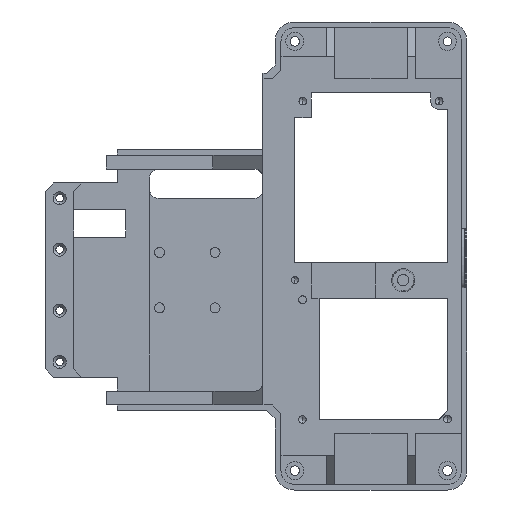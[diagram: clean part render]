
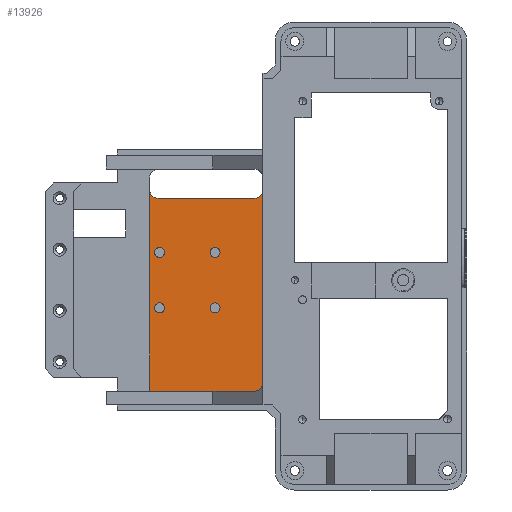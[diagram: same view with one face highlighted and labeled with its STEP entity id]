
A CAD part, front view. The second image highlights one B-rep face of the part: STEP entity #13926.
In plain terms, the highlighted face is planar.
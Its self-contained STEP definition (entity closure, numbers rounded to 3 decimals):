
#32 = AXIS2_PLACEMENT_3D ( 'NONE', #2855, #1728, #8139 ) ;
#159 = EDGE_CURVE ( 'NONE', #13220, #5056, #16005, .T. ) ;
#222 = DIRECTION ( 'NONE',  ( 0., -1., 0. ) ) ;
#440 = FACE_BOUND ( 'NONE', #10927, .T. ) ;
#553 = DIRECTION ( 'NONE',  ( 0., -1., 0. ) ) ;
#568 = AXIS2_PLACEMENT_3D ( 'NONE', #13256, #8220, #9528 ) ;
#758 = CARTESIAN_POINT ( 'NONE',  ( -103.75, -83., 11. ) ) ;
#776 = EDGE_LOOP ( 'NONE', ( #14100, #8272 ) ) ;
#796 = CARTESIAN_POINT ( 'NONE',  ( -103.75, -103., 11. ) ) ;
#811 = VERTEX_POINT ( 'NONE', #8381 ) ;
#834 = CIRCLE ( 'NONE', #568, 1.8 ) ;
#985 = CARTESIAN_POINT ( 'NONE',  ( -103.75, -83., 11. ) ) ;
#1074 = AXIS2_PLACEMENT_3D ( 'NONE', #13409, #1532, #222 ) ;
#1125 = AXIS2_PLACEMENT_3D ( 'NONE', #758, #4497, #8738 ) ;
#1167 = DIRECTION ( 'NONE',  ( 0., -1., 0. ) ) ;
#1218 = VERTEX_POINT ( 'NONE', #17033 ) ;
#1532 = DIRECTION ( 'NONE',  ( 0., 0., -1. ) ) ;
#1657 = VECTOR ( 'NONE', #9077, 1000. ) ;
#1728 = DIRECTION ( 'NONE',  ( 0., 0., -1. ) ) ;
#1753 = DIRECTION ( 'NONE',  ( 1., 0., 0. ) ) ;
#1854 = DIRECTION ( 'NONE',  ( 0., 0., 1. ) ) ;
#1996 = FACE_BOUND ( 'NONE', #9518, .T. ) ;
#2012 = DIRECTION ( 'NONE',  ( 0., -1., 0. ) ) ;
#2416 = CARTESIAN_POINT ( 'NONE',  ( -69.5, -60.533, 11. ) ) ;
#2488 = CIRCLE ( 'NONE', #12186, 3. ) ;
#2569 = CARTESIAN_POINT ( 'NONE',  ( -107.25, -53., 11. ) ) ;
#2775 = EDGE_CURVE ( 'NONE', #9854, #3351, #16838, .T. ) ;
#2855 = CARTESIAN_POINT ( 'NONE',  ( -83.75, -103., 11. ) ) ;
#3038 = FACE_BOUND ( 'NONE', #7655, .T. ) ;
#3040 = ORIENTED_EDGE ( 'NONE', *, *, #2775, .F. ) ;
#3099 = ORIENTED_EDGE ( 'NONE', *, *, #159, .T. ) ;
#3124 = CARTESIAN_POINT ( 'NONE',  ( -103.75, -81.2, 11. ) ) ;
#3241 = EDGE_CURVE ( 'NONE', #1218, #811, #14570, .T. ) ;
#3351 = VERTEX_POINT ( 'NONE', #8842 ) ;
#3482 = DIRECTION ( 'NONE',  ( 0., 0., -1. ) ) ;
#3571 = CIRCLE ( 'NONE', #15213, 3. ) ;
#3699 = LINE ( 'NONE', #2569, #1657 ) ;
#3753 = DIRECTION ( 'NONE',  ( 0., -1., 0. ) ) ;
#3765 = CARTESIAN_POINT ( 'NONE',  ( -83.75, -83., 11. ) ) ;
#3816 = DIRECTION ( 'NONE',  ( 1., 0., 0. ) ) ;
#3833 = DIRECTION ( 'NONE',  ( 0., 0., -1. ) ) ;
#3837 = ORIENTED_EDGE ( 'NONE', *, *, #11152, .T. ) ;
#4257 = CARTESIAN_POINT ( 'NONE',  ( -69.5, -133., 11. ) ) ;
#4335 = FACE_OUTER_BOUND ( 'NONE', #6195, .T. ) ;
#4426 = PLANE ( 'NONE',  #15656 ) ;
#4457 = ORIENTED_EDGE ( 'NONE', *, *, #3241, .T. ) ;
#4466 = CARTESIAN_POINT ( 'NONE',  ( -83.75, -84.8, 11. ) ) ;
#4497 = DIRECTION ( 'NONE',  ( 0., 0., -1. ) ) ;
#4530 = EDGE_CURVE ( 'NONE', #13390, #5855, #15480, .T. ) ;
#4612 = LINE ( 'NONE', #13636, #11925 ) ;
#4913 = ORIENTED_EDGE ( 'NONE', *, *, #4530, .T. ) ;
#5056 = VERTEX_POINT ( 'NONE', #6668 ) ;
#5130 = CARTESIAN_POINT ( 'NONE',  ( -66.5, -63.533, 11. ) ) ;
#5393 = AXIS2_PLACEMENT_3D ( 'NONE', #3765, #10435, #1167 ) ;
#5417 = EDGE_CURVE ( 'NONE', #12616, #12395, #3699, .T. ) ;
#5509 = DIRECTION ( 'NONE',  ( 0., 1., 0. ) ) ;
#5669 = EDGE_CURVE ( 'NONE', #9854, #12616, #6877, .T. ) ;
#5832 = DIRECTION ( 'NONE',  ( 0., -1., 0. ) ) ;
#5855 = VERTEX_POINT ( 'NONE', #10177 ) ;
#5907 = FACE_BOUND ( 'NONE', #776, .T. ) ;
#6000 = DIRECTION ( 'NONE',  ( 0., 0., -1. ) ) ;
#6195 = EDGE_LOOP ( 'NONE', ( #14377, #15415, #3099, #6661, #3040, #13841, #13224 ) ) ;
#6293 = ORIENTED_EDGE ( 'NONE', *, *, #6986, .T. ) ;
#6301 = EDGE_CURVE ( 'NONE', #6594, #13220, #3571, .T. ) ;
#6594 = VERTEX_POINT ( 'NONE', #4257 ) ;
#6661 = ORIENTED_EDGE ( 'NONE', *, *, #9669, .T. ) ;
#6668 = CARTESIAN_POINT ( 'NONE',  ( -66.5, -60.533, 11. ) ) ;
#6877 = CIRCLE ( 'NONE', #1074, 3. ) ;
#6986 = EDGE_CURVE ( 'NONE', #5855, #13390, #12037, .T. ) ;
#7290 = DIRECTION ( 'NONE',  ( 0., 0., 1. ) ) ;
#7319 = ORIENTED_EDGE ( 'NONE', *, *, #7771, .T. ) ;
#7619 = CARTESIAN_POINT ( 'NONE',  ( -107.25, -60.533, 11. ) ) ;
#7655 = EDGE_LOOP ( 'NONE', ( #3837, #16675 ) ) ;
#7665 = CARTESIAN_POINT ( 'NONE',  ( -83.75, -101.2, 11. ) ) ;
#7713 = DIRECTION ( 'NONE',  ( 0., 0., -1. ) ) ;
#7771 = EDGE_CURVE ( 'NONE', #811, #1218, #8936, .T. ) ;
#8139 = DIRECTION ( 'NONE',  ( 0., -1., 0. ) ) ;
#8157 = VECTOR ( 'NONE', #5509, 1000. ) ;
#8220 = DIRECTION ( 'NONE',  ( 0., 0., -1. ) ) ;
#8272 = ORIENTED_EDGE ( 'NONE', *, *, #9889, .T. ) ;
#8332 = DIRECTION ( 'NONE',  ( 0., -1., 0. ) ) ;
#8348 = VERTEX_POINT ( 'NONE', #3124 ) ;
#8381 = CARTESIAN_POINT ( 'NONE',  ( -103.75, -101.2, 11. ) ) ;
#8429 = DIRECTION ( 'NONE',  ( 0., 0., -1. ) ) ;
#8738 = DIRECTION ( 'NONE',  ( 0., -1., 0. ) ) ;
#8842 = CARTESIAN_POINT ( 'NONE',  ( -69.5, -63.533, 11. ) ) ;
#8936 = CIRCLE ( 'NONE', #9213, 1.8 ) ;
#9077 = DIRECTION ( 'NONE',  ( 0., -1., 0. ) ) ;
#9118 = AXIS2_PLACEMENT_3D ( 'NONE', #16144, #8429, #5832 ) ;
#9170 = CIRCLE ( 'NONE', #12755, 1.8 ) ;
#9213 = AXIS2_PLACEMENT_3D ( 'NONE', #796, #3482, #2012 ) ;
#9324 = CARTESIAN_POINT ( 'NONE',  ( -66.5, -130., 11. ) ) ;
#9518 = EDGE_LOOP ( 'NONE', ( #6293, #4913 ) ) ;
#9528 = DIRECTION ( 'NONE',  ( 0., -1., 0. ) ) ;
#9669 = EDGE_CURVE ( 'NONE', #5056, #3351, #2488, .T. ) ;
#9784 = CARTESIAN_POINT ( 'NONE',  ( -104.25, -63.533, 11. ) ) ;
#9790 = EDGE_CURVE ( 'NONE', #14339, #16181, #834, .T. ) ;
#9798 = CARTESIAN_POINT ( 'NONE',  ( -19.584, -105.5, 11. ) ) ;
#9854 = VERTEX_POINT ( 'NONE', #9784 ) ;
#9889 = EDGE_CURVE ( 'NONE', #14921, #8348, #16354, .T. ) ;
#10177 = CARTESIAN_POINT ( 'NONE',  ( -83.75, -81.2, 11. ) ) ;
#10428 = EDGE_CURVE ( 'NONE', #8348, #14921, #9170, .T. ) ;
#10435 = DIRECTION ( 'NONE',  ( 0., 0., -1. ) ) ;
#10669 = EDGE_CURVE ( 'NONE', #12395, #6594, #4612, .T. ) ;
#10927 = EDGE_LOOP ( 'NONE', ( #7319, #4457 ) ) ;
#11147 = VECTOR ( 'NONE', #3816, 1000. ) ;
#11152 = EDGE_CURVE ( 'NONE', #16181, #14339, #15002, .T. ) ;
#11925 = VECTOR ( 'NONE', #1753, 1000. ) ;
#12009 = CARTESIAN_POINT ( 'NONE',  ( -66.5, -82.549, 11. ) ) ;
#12037 = CIRCLE ( 'NONE', #5393, 1.8 ) ;
#12186 = AXIS2_PLACEMENT_3D ( 'NONE', #2416, #7713, #13002 ) ;
#12395 = VERTEX_POINT ( 'NONE', #15177 ) ;
#12583 = CARTESIAN_POINT ( 'NONE',  ( -103.75, -103., 11. ) ) ;
#12616 = VERTEX_POINT ( 'NONE', #7619 ) ;
#12755 = AXIS2_PLACEMENT_3D ( 'NONE', #985, #3833, #3753 ) ;
#13002 = DIRECTION ( 'NONE',  ( 0., -1., 0. ) ) ;
#13220 = VERTEX_POINT ( 'NONE', #9324 ) ;
#13224 = ORIENTED_EDGE ( 'NONE', *, *, #5417, .T. ) ;
#13256 = CARTESIAN_POINT ( 'NONE',  ( -83.75, -103., 11. ) ) ;
#13390 = VERTEX_POINT ( 'NONE', #4466 ) ;
#13409 = CARTESIAN_POINT ( 'NONE',  ( -104.25, -60.533, 11. ) ) ;
#13636 = CARTESIAN_POINT ( 'NONE',  ( -66.5, -133., 11. ) ) ;
#13743 = CARTESIAN_POINT ( 'NONE',  ( -69.5, -130., 11. ) ) ;
#13841 = ORIENTED_EDGE ( 'NONE', *, *, #5669, .T. ) ;
#13926 = ADVANCED_FACE ( 'NONE', ( #4335, #3038, #440, #1996, #5907 ), #4426, .T. ) ;
#14100 = ORIENTED_EDGE ( 'NONE', *, *, #10428, .T. ) ;
#14339 = VERTEX_POINT ( 'NONE', #14875 ) ;
#14377 = ORIENTED_EDGE ( 'NONE', *, *, #10669, .T. ) ;
#14570 = CIRCLE ( 'NONE', #15395, 1.8 ) ;
#14875 = CARTESIAN_POINT ( 'NONE',  ( -83.75, -104.8, 11. ) ) ;
#14921 = VERTEX_POINT ( 'NONE', #15682 ) ;
#15002 = CIRCLE ( 'NONE', #32, 1.8 ) ;
#15177 = CARTESIAN_POINT ( 'NONE',  ( -107.25, -133., 11. ) ) ;
#15213 = AXIS2_PLACEMENT_3D ( 'NONE', #13743, #1854, #553 ) ;
#15395 = AXIS2_PLACEMENT_3D ( 'NONE', #12583, #6000, #16569 ) ;
#15415 = ORIENTED_EDGE ( 'NONE', *, *, #6301, .T. ) ;
#15480 = CIRCLE ( 'NONE', #9118, 1.8 ) ;
#15656 = AXIS2_PLACEMENT_3D ( 'NONE', #9798, #7290, #8332 ) ;
#15682 = CARTESIAN_POINT ( 'NONE',  ( -103.75, -84.8, 11. ) ) ;
#16005 = LINE ( 'NONE', #12009, #8157 ) ;
#16144 = CARTESIAN_POINT ( 'NONE',  ( -83.75, -83., 11. ) ) ;
#16181 = VERTEX_POINT ( 'NONE', #7665 ) ;
#16354 = CIRCLE ( 'NONE', #1125, 1.8 ) ;
#16569 = DIRECTION ( 'NONE',  ( 0., -1., 0. ) ) ;
#16675 = ORIENTED_EDGE ( 'NONE', *, *, #9790, .T. ) ;
#16838 = LINE ( 'NONE', #5130, #11147 ) ;
#17033 = CARTESIAN_POINT ( 'NONE',  ( -103.75, -104.8, 11. ) ) ;
